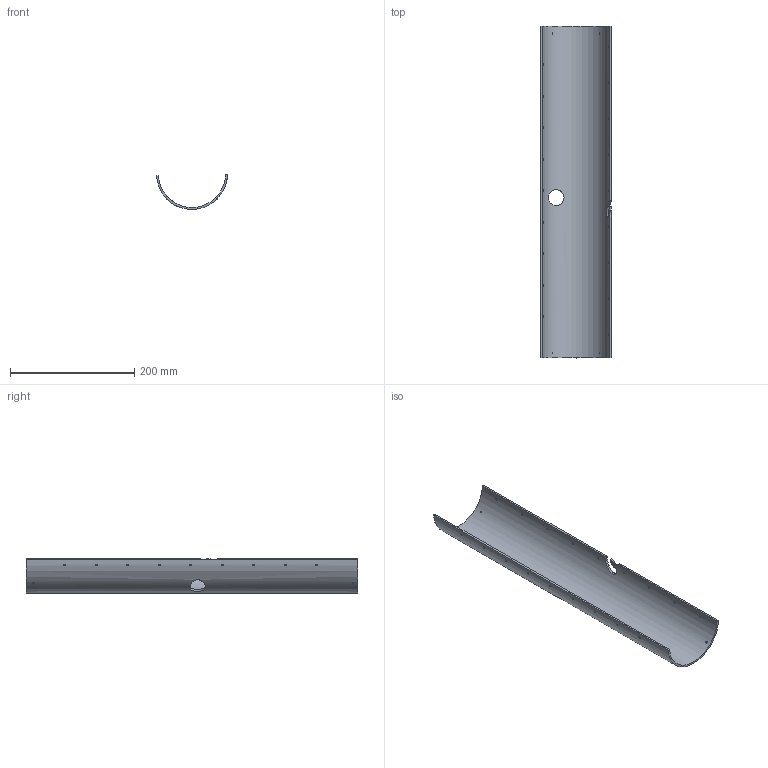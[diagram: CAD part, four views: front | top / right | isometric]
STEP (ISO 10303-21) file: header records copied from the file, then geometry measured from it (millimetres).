
FILE_DESCRIPTION(/* description */ ('','CAx-IF Rec.Pracs.---Representation and Presentation of Product Manufacturing Information (PMI)---4.0---2014-10-13'),/* implementation_level */ '2;1');
FILE_NAME(/* name */ 'Q_blower_MK1_BODY_02.step',/* time_stamp */ '2024-11-26T19:03:39+01:00',/* author */ (''),/* organization */ (''),/* preprocessor_version */ 'ST-DEVELOPER v20',/* originating_system */ 'Autodesk Translation Framework v13.20.0.188',/* authorisation */ '');
FILE_SCHEMA (('AP242_MANAGED_MODEL_BASED_3D_ENGINEERING_MIM_LF { 1 0 10303 442 1 1 4 }'));
Length unit declared in the file: millimetre
Products named in the file (1): flat_1 (1)
Bounding box: 113.94 x 533.8 x 56 mm (x, y, z)
Volume: 270207.2 mm3; surface area: 185477.4 mm2
Topology: 1 solids, 1 shells, 38 faces, 108 edges, 72 vertices
Faces by surface type: cylinder 25, bspline 7, plane 6
Full cylindrical faces by diameter (mm): 2.8 x4, 3 x18, 25.775 x1
Entity records: 3340 total; most frequent: CARTESIAN_POINT 2366, ORIENTED_EDGE 216, DIRECTION 109, EDGE_CURVE 108, EDGE_LOOP 84, VERTEX_POINT 72, B_SPLINE_CURVE_WITH_KNOTS 67, FACE_BOUND 46
